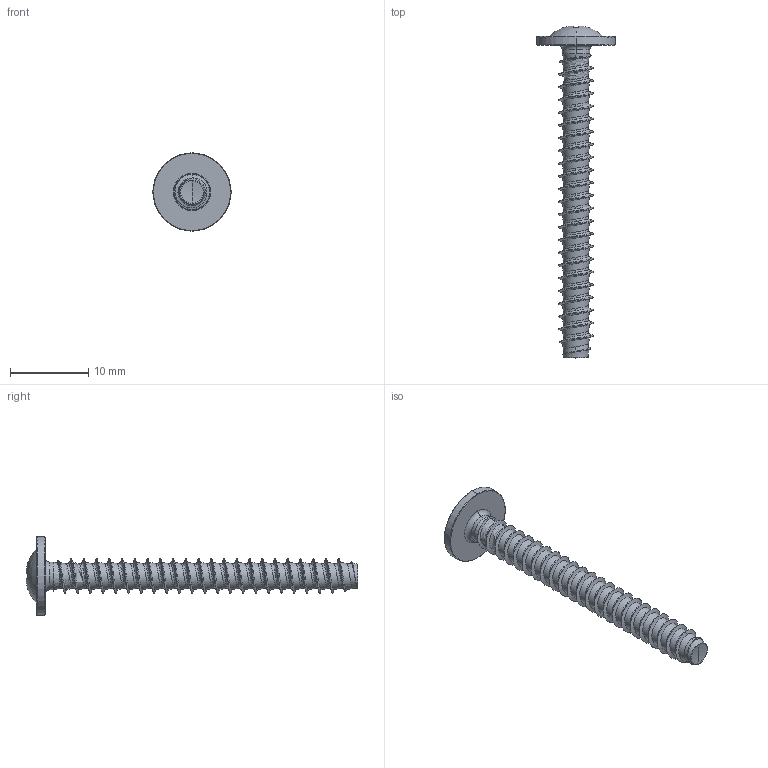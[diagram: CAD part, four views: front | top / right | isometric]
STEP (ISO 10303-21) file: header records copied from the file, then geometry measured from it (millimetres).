
FILE_DESCRIPTION (( 'STEP AP203' ), '1' );
FILE_NAME ('STP310450400.STEP', '2017-08-15T13:27:34', ( '' ), ( '' ), 'SwSTEP 2.0', 'SolidWorks 2015', '' );
FILE_SCHEMA (( 'CONFIG_CONTROL_DESIGN' ));
Products named in the file (1): STP310450400
Bounding box: 10 x 42.44 x 10 mm (x, y, z)
Volume: 481.6 mm3; surface area: 871.4 mm2
Topology: 1 solids, 1 shells, 215 faces, 512 edges, 300 vertices
Faces by surface type: cylinder 74, bspline 51, torus 30, sphere 28, plane 23, cone 9
Entity records: 38659 total; most frequent: CARTESIAN_POINT 34167, ORIENTED_EDGE 1020, DIRECTION 827, EDGE_CURVE 510, AXIS2_PLACEMENT_3D 360, VERTEX_POINT 300, EDGE_LOOP 218, FACE_OUTER_BOUND 215
